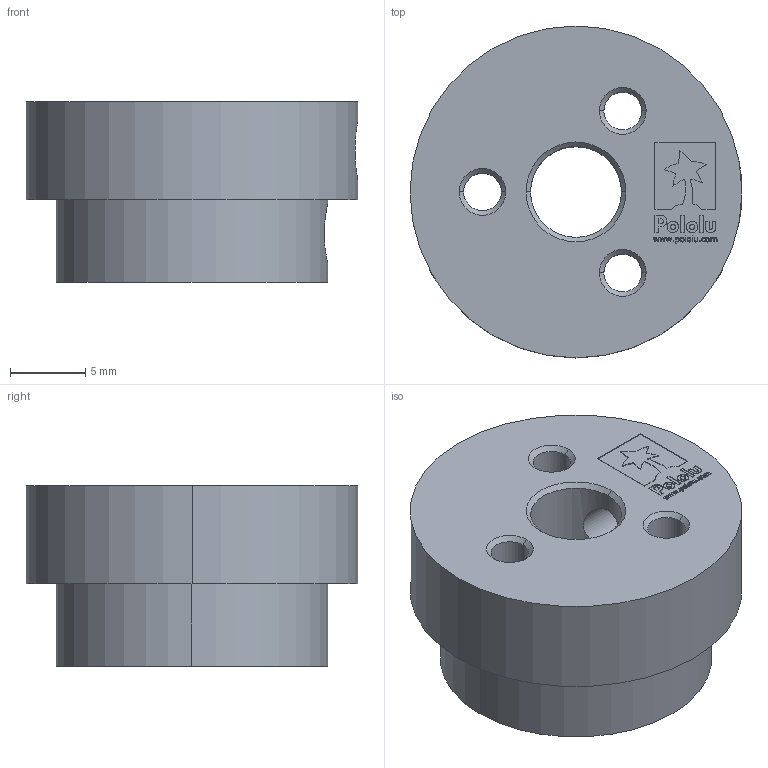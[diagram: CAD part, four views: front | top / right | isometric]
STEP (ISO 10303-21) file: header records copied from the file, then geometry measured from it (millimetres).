
FILE_DESCRIPTION (( 'STEP AP214' ), '1' );
FILE_NAME ('pololu-aluminum-scooter-wheel-adapter-6mm.step', '2016-04-21T21:00:20', ( '' ), ( '' ), 'SwSTEP 2.0', 'SolidWorks 2016', '' );
FILE_SCHEMA (( 'AUTOMOTIVE_DESIGN' ));
Length unit declared in the file: millimetre
Products named in the file (1): pololu-aluminum-scooter-wheel-adapter-6mm
Bounding box: 22 x 22 x 12 mm (x, y, z)
Volume: 3210.3 mm3; surface area: 2048.4 mm2
Topology: 1 solids, 1 shells, 286 faces, 751 edges, 492 vertices
Faces by surface type: plane 152, bspline 102, cone 16, cylinder 16
Entity records: 14602 total; most frequent: CARTESIAN_POINT 8067, ORIENTED_EDGE 1502, DIRECTION 949, EDGE_CURVE 751, VECTOR 499, LINE 499, VERTEX_POINT 492, EDGE_LOOP 323
